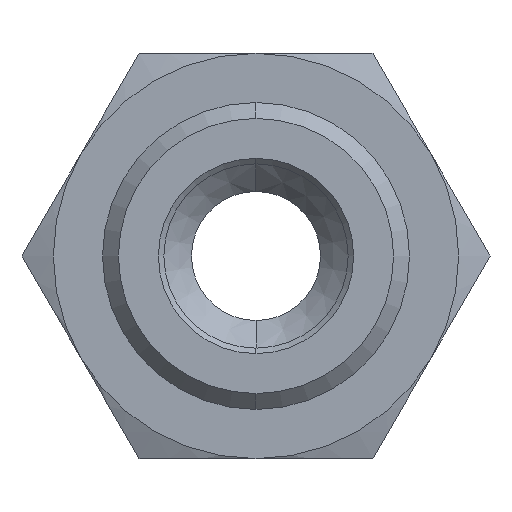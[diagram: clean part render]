
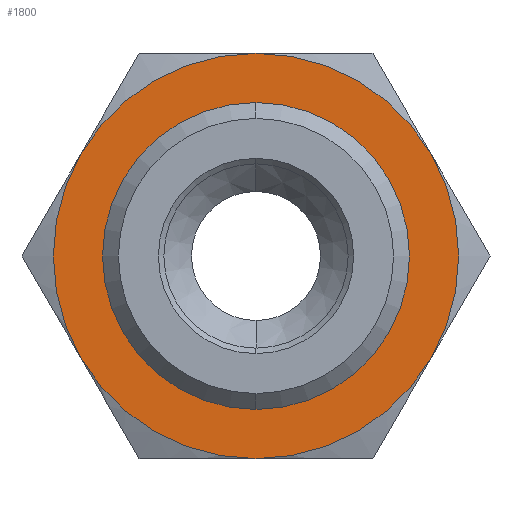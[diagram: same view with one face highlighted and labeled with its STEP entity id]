
A CAD part, left-side view. The second image highlights one B-rep face of the part: STEP entity #1800.
In plain terms, the highlighted planar face has unit normal (-1, 0, 0).
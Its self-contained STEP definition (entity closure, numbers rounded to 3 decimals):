
#273 = EDGE_CURVE ( 'NONE', #10712, #6531, #6585, .T. ) ;
#325 = EDGE_CURVE ( 'NONE', #5583, #12446, #7310, .T. ) ;
#707 = DIRECTION ( 'NONE',  ( 0., 0., 1. ) ) ;
#719 = AXIS2_PLACEMENT_3D ( 'NONE', #1228, #3658, #3455 ) ;
#1120 = DIRECTION ( 'NONE',  ( 0., 0., 1. ) ) ;
#1228 = CARTESIAN_POINT ( 'NONE',  ( -35., 0., 0. ) ) ;
#1295 = AXIS2_PLACEMENT_3D ( 'NONE', #7885, #3044, #13637 ) ;
#1603 = ORIENTED_EDGE ( 'NONE', *, *, #13085, .T. ) ;
#1800 = ADVANCED_FACE ( 'NONE', ( #6883, #13507 ), #9248, .T. ) ;
#1935 = CARTESIAN_POINT ( 'NONE',  ( -35., 0., 0. ) ) ;
#2274 = ORIENTED_EDGE ( 'NONE', *, *, #11728, .T. ) ;
#2289 = AXIS2_PLACEMENT_3D ( 'NONE', #4249, #10058, #10157 ) ;
#2317 = CIRCLE ( 'NONE', #9806, 7.474 ) ;
#2383 = AXIS2_PLACEMENT_3D ( 'NONE', #7688, #8665, #14758 ) ;
#2482 = EDGE_CURVE ( 'NONE', #12446, #10712, #9845, .T. ) ;
#3044 = DIRECTION ( 'NONE',  ( -1., 0., 0. ) ) ;
#3372 = CARTESIAN_POINT ( 'NONE',  ( -35., 0., 0. ) ) ;
#3426 = DIRECTION ( 'NONE',  ( 1., 0., 0. ) ) ;
#3455 = DIRECTION ( 'NONE',  ( 0., 0., 1. ) ) ;
#3656 = CARTESIAN_POINT ( 'NONE',  ( -35., -9.526, -5.5 ) ) ;
#3658 = DIRECTION ( 'NONE',  ( -1., 0., 0. ) ) ;
#4249 = CARTESIAN_POINT ( 'NONE',  ( -35., 0., 0. ) ) ;
#4520 = VERTEX_POINT ( 'NONE', #7677 ) ;
#4751 = CIRCLE ( 'NONE', #7467, 7.474 ) ;
#5583 = VERTEX_POINT ( 'NONE', #12976 ) ;
#6028 = AXIS2_PLACEMENT_3D ( 'NONE', #10702, #14092, #10548 ) ;
#6437 = AXIS2_PLACEMENT_3D ( 'NONE', #8254, #14100, #11767 ) ;
#6531 = VERTEX_POINT ( 'NONE', #13647 ) ;
#6585 = CIRCLE ( 'NONE', #719, 11. ) ;
#6729 = ORIENTED_EDGE ( 'NONE', *, *, #2482, .T. ) ;
#6883 = FACE_BOUND ( 'NONE', #12973, .T. ) ;
#6957 = ORIENTED_EDGE ( 'NONE', *, *, #13694, .T. ) ;
#7111 = CARTESIAN_POINT ( 'NONE',  ( -35., 9.526, 5.5 ) ) ;
#7310 = CIRCLE ( 'NONE', #6028, 11. ) ;
#7467 = AXIS2_PLACEMENT_3D ( 'NONE', #3372, #3426, #13920 ) ;
#7677 = CARTESIAN_POINT ( 'NONE',  ( -35., 0., -7.474 ) ) ;
#7688 = CARTESIAN_POINT ( 'NONE',  ( -35., 0., 0. ) ) ;
#7885 = CARTESIAN_POINT ( 'NONE',  ( -35., 0., 0. ) ) ;
#8254 = CARTESIAN_POINT ( 'NONE',  ( -35., 16.68, 0. ) ) ;
#8496 = VERTEX_POINT ( 'NONE', #14749 ) ;
#8665 = DIRECTION ( 'NONE',  ( -1., 0., 0. ) ) ;
#8939 = CIRCLE ( 'NONE', #9165, 11. ) ;
#8963 = EDGE_CURVE ( 'NONE', #8496, #4520, #4751, .T. ) ;
#9165 = AXIS2_PLACEMENT_3D ( 'NONE', #11909, #13076, #1120 ) ;
#9248 = PLANE ( 'NONE',  #6437 ) ;
#9658 = ORIENTED_EDGE ( 'NONE', *, *, #273, .T. ) ;
#9806 = AXIS2_PLACEMENT_3D ( 'NONE', #1935, #14780, #707 ) ;
#9845 = CIRCLE ( 'NONE', #2383, 11. ) ;
#10002 = EDGE_LOOP ( 'NONE', ( #11358, #6729, #9658, #10203, #2274, #6957 ) ) ;
#10058 = DIRECTION ( 'NONE',  ( -1., 0., 0. ) ) ;
#10157 = DIRECTION ( 'NONE',  ( 0., 0., 1. ) ) ;
#10203 = ORIENTED_EDGE ( 'NONE', *, *, #12466, .T. ) ;
#10279 = CIRCLE ( 'NONE', #2289, 11. ) ;
#10548 = DIRECTION ( 'NONE',  ( 0., 0., 1. ) ) ;
#10702 = CARTESIAN_POINT ( 'NONE',  ( -35., 0., 0. ) ) ;
#10712 = VERTEX_POINT ( 'NONE', #7111 ) ;
#11358 = ORIENTED_EDGE ( 'NONE', *, *, #325, .T. ) ;
#11728 = EDGE_CURVE ( 'NONE', #12501, #13680, #12538, .T. ) ;
#11767 = DIRECTION ( 'NONE',  ( 0., 0., 1. ) ) ;
#11909 = CARTESIAN_POINT ( 'NONE',  ( -35., 0., 0. ) ) ;
#12320 = CARTESIAN_POINT ( 'NONE',  ( -35., 0., -11. ) ) ;
#12446 = VERTEX_POINT ( 'NONE', #14813 ) ;
#12466 = EDGE_CURVE ( 'NONE', #6531, #12501, #10279, .T. ) ;
#12501 = VERTEX_POINT ( 'NONE', #12320 ) ;
#12538 = CIRCLE ( 'NONE', #1295, 11. ) ;
#12973 = EDGE_LOOP ( 'NONE', ( #15025, #1603 ) ) ;
#12976 = CARTESIAN_POINT ( 'NONE',  ( -35., -9.526, 5.5 ) ) ;
#13076 = DIRECTION ( 'NONE',  ( -1., 0., 0. ) ) ;
#13085 = EDGE_CURVE ( 'NONE', #4520, #8496, #2317, .T. ) ;
#13507 = FACE_OUTER_BOUND ( 'NONE', #10002, .T. ) ;
#13637 = DIRECTION ( 'NONE',  ( 0., 0., 1. ) ) ;
#13647 = CARTESIAN_POINT ( 'NONE',  ( -35., 9.526, -5.5 ) ) ;
#13680 = VERTEX_POINT ( 'NONE', #3656 ) ;
#13694 = EDGE_CURVE ( 'NONE', #13680, #5583, #8939, .T. ) ;
#13920 = DIRECTION ( 'NONE',  ( 0., 0., 1. ) ) ;
#14092 = DIRECTION ( 'NONE',  ( -1., 0., 0. ) ) ;
#14100 = DIRECTION ( 'NONE',  ( -1., 0., 0. ) ) ;
#14749 = CARTESIAN_POINT ( 'NONE',  ( -35., 0., 7.474 ) ) ;
#14758 = DIRECTION ( 'NONE',  ( 0., 0., 1. ) ) ;
#14780 = DIRECTION ( 'NONE',  ( 1., 0., 0. ) ) ;
#14813 = CARTESIAN_POINT ( 'NONE',  ( -35., 0., 11. ) ) ;
#15025 = ORIENTED_EDGE ( 'NONE', *, *, #8963, .T. ) ;
